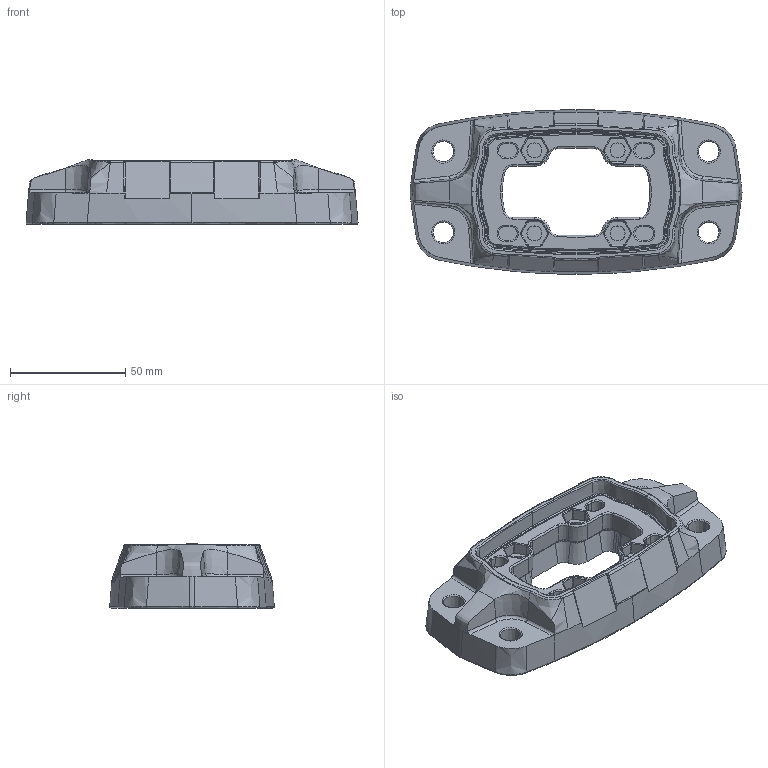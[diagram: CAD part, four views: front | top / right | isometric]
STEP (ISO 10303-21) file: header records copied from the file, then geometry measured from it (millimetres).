
FILE_DESCRIPTION (( 'STEP AP203' ), '1' );
FILE_NAME ('800.STEP', '2016-05-06T05:49:34', ( '' ), ( '' ), 'SwSTEP 2.0', 'SolidWorks 2013', '' );
FILE_SCHEMA (( 'CONFIG_CONTROL_DESIGN' ));
Length unit declared in the file: millimetre
Products named in the file (1): 800
Bounding box: 143.85 x 71.36 x 27.8 mm (x, y, z)
Volume: 128000.1 mm3; surface area: 31798.5 mm2
Topology: 1 solids, 1 shells, 667 faces, 1708 edges, 1048 vertices
Faces by surface type: bspline 294, cylinder 133, cone 88, plane 81, torus 71
Entity records: 37501 total; most frequent: CARTESIAN_POINT 23750, ORIENTED_EDGE 3400, DIRECTION 2217, EDGE_CURVE 1700, VERTEX_POINT 1048, AXIS2_PLACEMENT_3D 921, EDGE_LOOP 690, ADVANCED_FACE 667
